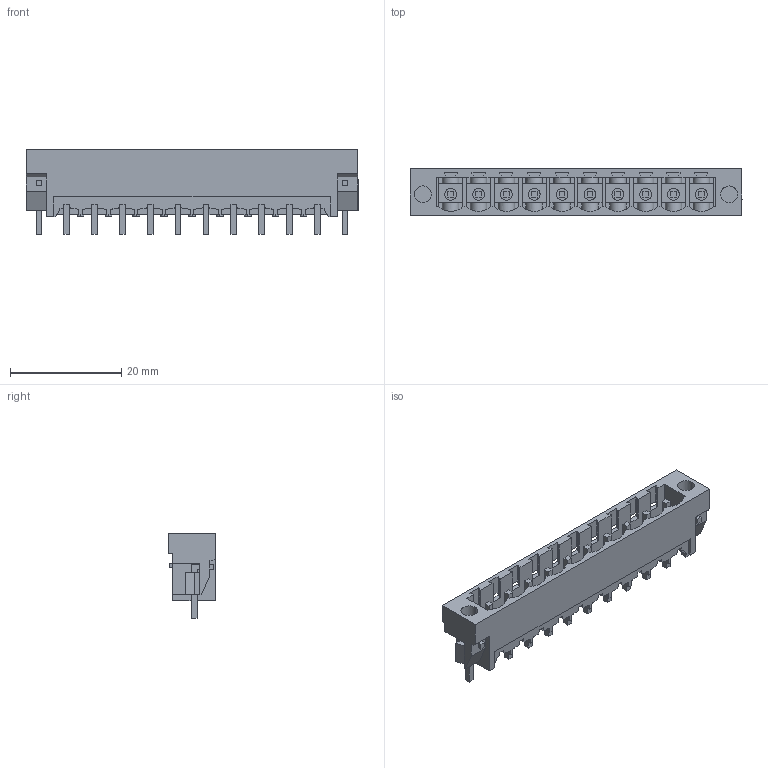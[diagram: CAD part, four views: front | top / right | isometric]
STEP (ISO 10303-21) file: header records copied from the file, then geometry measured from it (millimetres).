
FILE_DESCRIPTION(('CATIA V5 STEP Exchange','CAx-IF Rec.Pracs.--- Model Styling and Organization---1.2---2011-12-15'),'2;1');
FILE_NAME ('D1457164_0_1841470000_1841470000.stp','2018-04-12T04:37:58+00:00',('none'),('Weidmueller'),'CATIA Version 5-6 Release 2014','CATIA V5 STEP AP214','none');
FILE_SCHEMA(('AUTOMOTIVE_DESIGN { 1 0 10303 214 1 1 1 1 }'));
Length unit declared in the file: millimetre
Products named in the file (1): 1841470000
Bounding box: 59.6 x 8.43 x 15.2 mm (x, y, z)
Volume: 2328.8 mm3; surface area: 5225 mm2
Topology: 13 solids, 13 shells, 718 faces, 2131 edges, 1421 vertices
Faces by surface type: plane 610, cylinder 108
Entity records: 22714 total; most frequent: CARTESIAN_POINT 4625, ORIENTED_EDGE 4262, DIRECTION 2933, EDGE_CURVE 2131, VECTOR 1825, LINE 1825, VERTEX_POINT 1421, EDGE_LOOP 744
